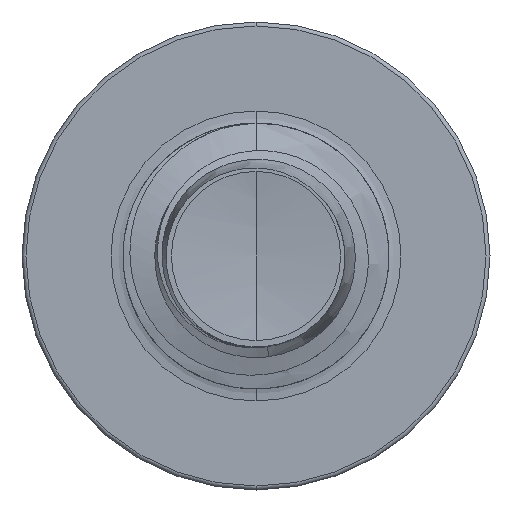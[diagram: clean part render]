
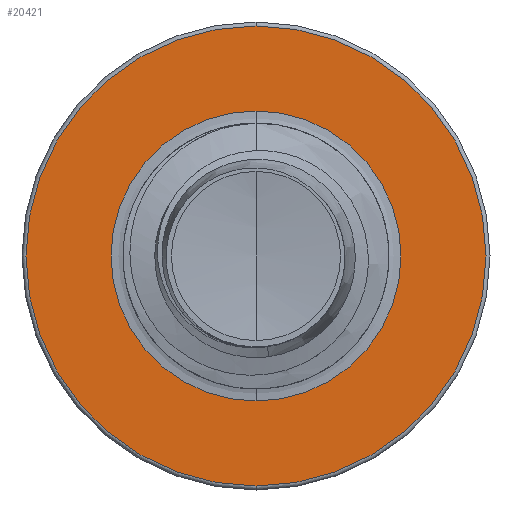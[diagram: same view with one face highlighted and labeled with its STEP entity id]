
A CAD part, front view. The second image highlights one B-rep face of the part: STEP entity #20421.
In plain terms, the highlighted planar face has unit normal (0, -1, 0).
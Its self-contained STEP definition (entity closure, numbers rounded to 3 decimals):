
#678 = CARTESIAN_POINT ( 'NONE',  ( 0., 9., 0. ) ) ;
#1092 = DIRECTION ( 'NONE',  ( 0., 1., 0. ) ) ;
#1928 = AXIS2_PLACEMENT_3D ( 'NONE', #678, #13247, #2722 ) ;
#2433 = AXIS2_PLACEMENT_3D ( 'NONE', #7235, #18386, #9036 ) ;
#2568 = CIRCLE ( 'NONE', #2433, 2.163 ) ;
#2722 = DIRECTION ( 'NONE',  ( 0., 0., 1. ) ) ;
#2980 = VERTEX_POINT ( 'NONE', #13348 ) ;
#4175 = CARTESIAN_POINT ( 'NONE',  ( 0., 9., -2.162 ) ) ;
#4537 = FACE_BOUND ( 'NONE', #16767, .T. ) ;
#4991 = CARTESIAN_POINT ( 'NONE',  ( 0., 9., 0. ) ) ;
#6027 = ORIENTED_EDGE ( 'NONE', *, *, #13213, .F. ) ;
#6849 = DIRECTION ( 'NONE',  ( 0., 0., 1. ) ) ;
#7235 = CARTESIAN_POINT ( 'NONE',  ( 0., 9., 0. ) ) ;
#8240 = CARTESIAN_POINT ( 'NONE',  ( 0., 9., -1.363 ) ) ;
#9036 = DIRECTION ( 'NONE',  ( 0., 0., 1. ) ) ;
#9816 = VERTEX_POINT ( 'NONE', #10137 ) ;
#9997 = DIRECTION ( 'NONE',  ( 0., 1., 0. ) ) ;
#10137 = CARTESIAN_POINT ( 'NONE',  ( 0., 9., -1.363 ) ) ;
#10687 = ORIENTED_EDGE ( 'NONE', *, *, #19648, .F. ) ;
#11527 = CIRCLE ( 'NONE', #19813, 2.163 ) ;
#11615 = PLANE ( 'NONE',  #18407 ) ;
#11958 = CARTESIAN_POINT ( 'NONE',  ( 0., 9., 0. ) ) ;
#12014 = VERTEX_POINT ( 'NONE', #4175 ) ;
#12646 = ORIENTED_EDGE ( 'NONE', *, *, #19645, .T. ) ;
#13213 = EDGE_CURVE ( 'NONE', #16893, #12014, #2568, .T. ) ;
#13247 = DIRECTION ( 'NONE',  ( 0., 1., 0. ) ) ;
#13348 = CARTESIAN_POINT ( 'NONE',  ( 0., 9., 1.363 ) ) ;
#13414 = CARTESIAN_POINT ( 'NONE',  ( 0., 9., 2.163 ) ) ;
#13561 = DIRECTION ( 'NONE',  ( 0., 0., 1. ) ) ;
#13744 = FACE_OUTER_BOUND ( 'NONE', #19960, .T. ) ;
#14484 = ORIENTED_EDGE ( 'NONE', *, *, #14585, .T. ) ;
#14585 = EDGE_CURVE ( 'NONE', #9816, #2980, #20855, .T. ) ;
#16618 = DIRECTION ( 'NONE',  ( 0., 1., 0. ) ) ;
#16767 = EDGE_LOOP ( 'NONE', ( #12646, #14484 ) ) ;
#16893 = VERTEX_POINT ( 'NONE', #13414 ) ;
#17772 = AXIS2_PLACEMENT_3D ( 'NONE', #11958, #1092, #13561 ) ;
#18386 = DIRECTION ( 'NONE',  ( 0., 1., 0. ) ) ;
#18407 = AXIS2_PLACEMENT_3D ( 'NONE', #8240, #9997, #20795 ) ;
#19586 = CIRCLE ( 'NONE', #17772, 1.363 ) ;
#19645 = EDGE_CURVE ( 'NONE', #2980, #9816, #19586, .T. ) ;
#19648 = EDGE_CURVE ( 'NONE', #12014, #16893, #11527, .T. ) ;
#19813 = AXIS2_PLACEMENT_3D ( 'NONE', #4991, #16618, #6849 ) ;
#19960 = EDGE_LOOP ( 'NONE', ( #6027, #10687 ) ) ;
#20421 = ADVANCED_FACE ( 'NONE', ( #13744, #4537 ), #11615, .F. ) ;
#20795 = DIRECTION ( 'NONE',  ( 0., 0., 1. ) ) ;
#20855 = CIRCLE ( 'NONE', #1928, 1.363 ) ;
